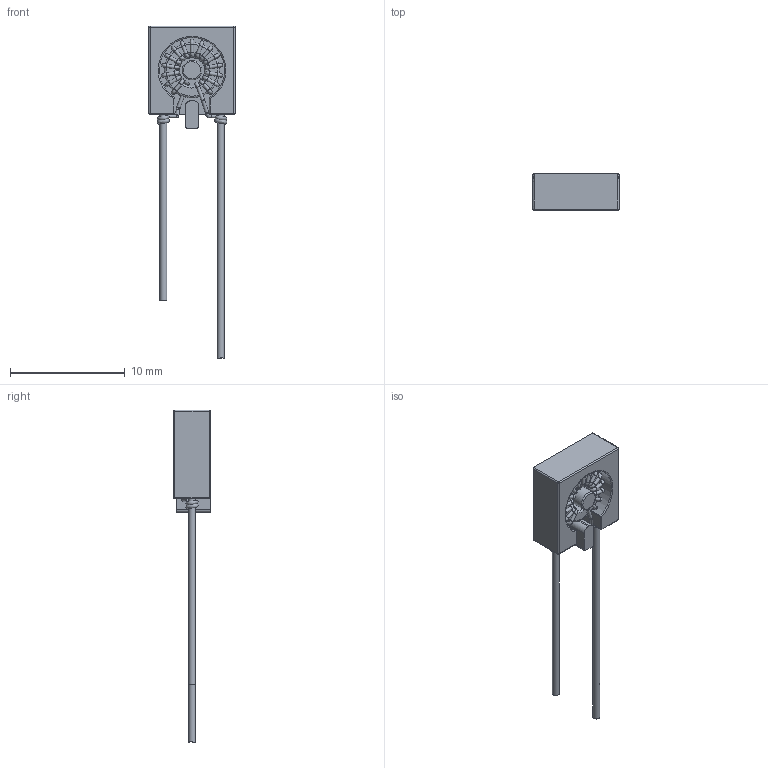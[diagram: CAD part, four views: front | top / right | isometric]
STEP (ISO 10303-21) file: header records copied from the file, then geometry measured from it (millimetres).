
FILE_DESCRIPTION( ('This file contains a STEP AP42 implementation' ,'as created by ZW3D STEP Interface translator.') ,'2;1' );
FILE_NAME( 'TB0703-L.stp' ,'14 925.1344 8', (''), ('ZWCAD Software Co.'), 'Version 1.0', 'ZW3D to STEP translator', '' );
FILE_SCHEMA( ('CONFIG_CONTROL_DESIGN') );
Length unit declared in the file: millimetre
Products named in the file (1): 0
Bounding box: 7.5 x 3.2 x 28.9 mm (x, y, z)
Volume: 145.1 mm3; surface area: 518.9 mm2
Topology: 7 solids, 23 shells, 211 faces, 529 edges, 336 vertices
Faces by surface type: bspline 211
Entity records: 37336 total; most frequent: CARTESIAN_POINT 34249, ORIENTED_EDGE 1026, EDGE_CURVE 529, B_SPLINE_CURVE_WITH_KNOTS 462, VERTEX_POINT 336, EDGE_LOOP 215, FACE_OUTER_BOUND 211, ADVANCED_FACE 211
